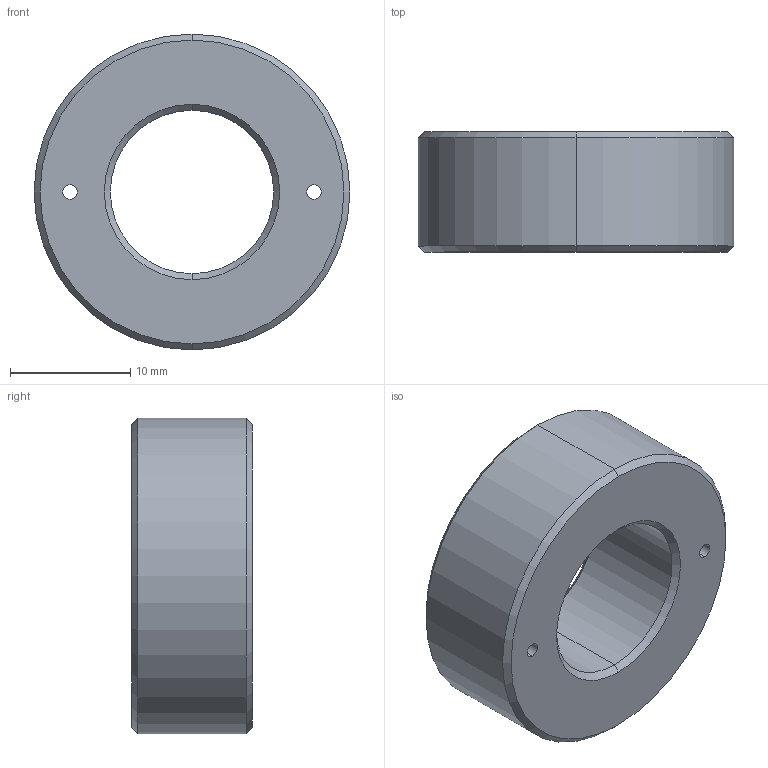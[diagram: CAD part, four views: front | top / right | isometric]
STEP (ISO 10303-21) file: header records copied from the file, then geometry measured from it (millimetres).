
FILE_DESCRIPTION (( 'STEP AP203' ), '1' );
FILE_NAME ('TA1-SM05AL.STEP', '2025-10-15T09:26:48', ( '' ), ( '' ), 'SwSTEP 2.0', 'SolidWorks 2020', '' );
FILE_SCHEMA (( 'CONFIG_CONTROL_DESIGN' ));
Length unit declared in the file: millimetre
Products named in the file (1): TA1-SM05AL
Bounding box: 26.29 x 10 x 26.29 mm (x, y, z)
Volume: 3923.7 mm3; surface area: 2048 mm2
Topology: 1 solids, 1 shells, 324 faces, 889 edges, 590 vertices
Faces by surface type: plane 221, bspline 87, cone 8, cylinder 8
Entity records: 12096 total; most frequent: CARTESIAN_POINT 5123, ORIENTED_EDGE 1778, EDGE_CURVE 889, DIRECTION 827, VERTEX_POINT 590, B_SPLINE_CURVE_WITH_KNOTS 562, EDGE_LOOP 353, FACE_OUTER_BOUND 324
